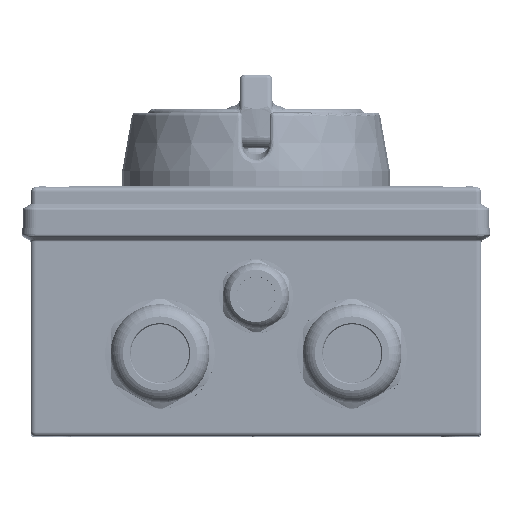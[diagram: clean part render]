
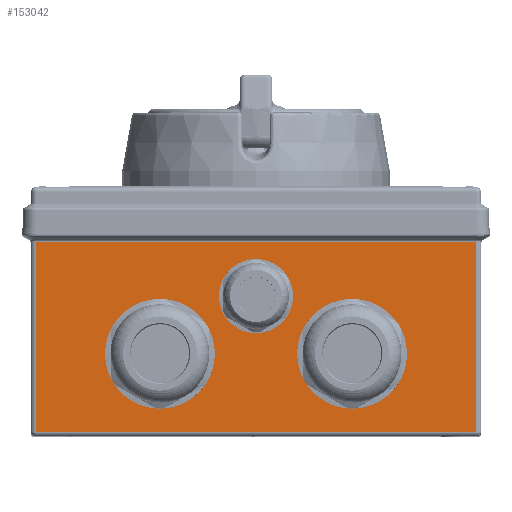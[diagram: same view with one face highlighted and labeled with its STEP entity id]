
A CAD part, top view. The second image highlights one B-rep face of the part: STEP entity #153042.
In plain terms, the highlighted face is planar.
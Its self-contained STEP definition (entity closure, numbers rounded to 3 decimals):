
#1897 = VERTEX_POINT ( 'NONE', #18426 ) ;
#1918 = VERTEX_POINT ( 'NONE', #18431 ) ;
#1940 = VERTEX_POINT ( 'NONE', #18439 ) ;
#1948 = VERTEX_POINT ( 'NONE', #18443 ) ;
#18426 = CARTESIAN_POINT ( 'NONE',  ( -82.1, -74.31, -80.3 ) ) ;
#18431 = CARTESIAN_POINT ( 'NONE',  ( -82.1, -5.083, -80.3 ) ) ;
#18439 = CARTESIAN_POINT ( 'NONE',  ( -82.1, -74.31, 80.3 ) ) ;
#18443 = CARTESIAN_POINT ( 'NONE',  ( -82.1, -5.083, 80.3 ) ) ;
#38496 = AXIS2_PLACEMENT_3D ( 'NONE', #74951, #74952, #74953 ) ;
#38498 = AXIS2_PLACEMENT_3D ( 'NONE', #74954, #74955, #74956 ) ;
#38500 = AXIS2_PLACEMENT_3D ( 'NONE', #74959, #74960, #74961 ) ;
#59871 = EDGE_CURVE ( 'NONE', #161394, #161473, #71154, .T. ) ;
#59873 = EDGE_CURVE ( 'NONE', #162318, #163140, #71149, .T. ) ;
#59875 = EDGE_CURVE ( 'NONE', #161350, #162336, #71158, .T. ) ;
#59877 = EDGE_CURVE ( 'NONE', #1918, #1897, #71161, .T. ) ;
#59879 = EDGE_CURVE ( 'NONE', #1897, #1940, #71164, .T. ) ;
#59881 = EDGE_CURVE ( 'NONE', #1940, #1948, #71171, .T. ) ;
#59883 = EDGE_CURVE ( 'NONE', #1948, #1918, #71175, .T. ) ;
#63068 = AXIS2_PLACEMENT_3D ( 'NONE', #89912, #89904, #89914 ) ;
#67985 = ORIENTED_EDGE ( 'NONE', *, *, #59871, .F. ) ;
#67989 = ORIENTED_EDGE ( 'NONE', *, *, #151067, .F. ) ;
#67994 = ORIENTED_EDGE ( 'NONE', *, *, #59873, .F. ) ;
#67998 = ORIENTED_EDGE ( 'NONE', *, *, #151084, .F. ) ;
#68002 = ORIENTED_EDGE ( 'NONE', *, *, #59875, .F. ) ;
#68007 = ORIENTED_EDGE ( 'NONE', *, *, #151097, .F. ) ;
#68011 = ORIENTED_EDGE ( 'NONE', *, *, #59877, .T. ) ;
#68015 = ORIENTED_EDGE ( 'NONE', *, *, #59879, .T. ) ;
#68020 = ORIENTED_EDGE ( 'NONE', *, *, #59881, .T. ) ;
#68024 = ORIENTED_EDGE ( 'NONE', *, *, #59883, .T. ) ;
#70457 = AXIS2_PLACEMENT_3D ( 'NONE', #163767, #163770, #163773 ) ;
#70461 = AXIS2_PLACEMENT_3D ( 'NONE', #163818, #163822, #163826 ) ;
#70465 = AXIS2_PLACEMENT_3D ( 'NONE', #163870, #163873, #163877 ) ;
#71149 = CIRCLE ( 'NONE', #38498, 10.25 ) ;
#71154 = CIRCLE ( 'NONE', #38496, 16.25 ) ;
#71158 = CIRCLE ( 'NONE', #38500, 16.25 ) ;
#71161 = LINE ( 'NONE', #74958, #71169 ) ;
#71164 = LINE ( 'NONE', #74957, #71173 ) ;
#71169 = VECTOR ( 'NONE', #74963, 1000. ) ;
#71171 = LINE ( 'NONE', #74965, #71179 ) ;
#71173 = VECTOR ( 'NONE', #74964, 1000. ) ;
#71175 = LINE ( 'NONE', #74967, #71183 ) ;
#71179 = VECTOR ( 'NONE', #74966, 1000. ) ;
#71183 = VECTOR ( 'NONE', #74968, 1000. ) ;
#74951 = CARTESIAN_POINT ( 'NONE',  ( -82.1, -45.81, 35. ) ) ;
#74952 = DIRECTION ( 'NONE',  ( -1., 0., 0. ) ) ;
#74953 = DIRECTION ( 'NONE',  ( 0., 0., 1. ) ) ;
#74954 = CARTESIAN_POINT ( 'NONE',  ( -82.1, -24.81, 0. ) ) ;
#74955 = DIRECTION ( 'NONE',  ( -1., 0., 0. ) ) ;
#74956 = DIRECTION ( 'NONE',  ( 0., 0., 1. ) ) ;
#74957 = CARTESIAN_POINT ( 'NONE',  ( -82.1, -74.31, 80.3 ) ) ;
#74958 = CARTESIAN_POINT ( 'NONE',  ( -82.1, -75.81, -80.3 ) ) ;
#74959 = CARTESIAN_POINT ( 'NONE',  ( -82.1, -45.81, -35. ) ) ;
#74960 = DIRECTION ( 'NONE',  ( -1., 0., 0. ) ) ;
#74961 = DIRECTION ( 'NONE',  ( 0., 0., 1. ) ) ;
#74963 = DIRECTION ( 'NONE',  ( 0., -1., 0. ) ) ;
#74964 = DIRECTION ( 'NONE',  ( 0., 0., 1. ) ) ;
#74965 = CARTESIAN_POINT ( 'NONE',  ( -82.1, -75.81, 80.3 ) ) ;
#74966 = DIRECTION ( 'NONE',  ( 0., 1., 0. ) ) ;
#74967 = CARTESIAN_POINT ( 'NONE',  ( -82.1, -5.083, -82.1 ) ) ;
#74968 = DIRECTION ( 'NONE',  ( 0., 0., -1. ) ) ;
#89904 = DIRECTION ( 'NONE',  ( -1., 0., 0. ) ) ;
#89912 = CARTESIAN_POINT ( 'NONE',  ( -82.1, -75.81, -82.1 ) ) ;
#89913 = PLANE ( 'NONE',  #63068 ) ;
#89914 = DIRECTION ( 'NONE',  ( 0., 0., 1. ) ) ;
#90122 = CARTESIAN_POINT ( 'NONE',  ( -82.1, -45.81, -18.75 ) ) ;
#90166 = CARTESIAN_POINT ( 'NONE',  ( -82.1, -45.81, 51.25 ) ) ;
#90245 = CARTESIAN_POINT ( 'NONE',  ( -82.1, -45.81, 18.75 ) ) ;
#90314 = CARTESIAN_POINT ( 'NONE',  ( -82.1, -24.81, 10.25 ) ) ;
#90321 = CARTESIAN_POINT ( 'NONE',  ( -82.1, -45.81, -51.25 ) ) ;
#90610 = CARTESIAN_POINT ( 'NONE',  ( -82.1, -24.81, -10.25 ) ) ;
#151067 = EDGE_CURVE ( 'NONE', #161473, #161394, #154925, .T. ) ;
#151084 = EDGE_CURVE ( 'NONE', #163140, #162318, #154923, .T. ) ;
#151097 = EDGE_CURVE ( 'NONE', #162336, #161350, #154930, .T. ) ;
#153042 = ADVANCED_FACE ( 'NONE', ( #180599, #180623, #180617, #180620 ), #89913, .T. ) ;
#154923 = CIRCLE ( 'NONE', #70461, 10.25 ) ;
#154925 = CIRCLE ( 'NONE', #70457, 16.25 ) ;
#154930 = CIRCLE ( 'NONE', #70465, 16.25 ) ;
#161350 = VERTEX_POINT ( 'NONE', #90122 ) ;
#161394 = VERTEX_POINT ( 'NONE', #90166 ) ;
#161473 = VERTEX_POINT ( 'NONE', #90245 ) ;
#162318 = VERTEX_POINT ( 'NONE', #90314 ) ;
#162336 = VERTEX_POINT ( 'NONE', #90321 ) ;
#163140 = VERTEX_POINT ( 'NONE', #90610 ) ;
#163767 = CARTESIAN_POINT ( 'NONE',  ( -82.1, -45.81, 35. ) ) ;
#163770 = DIRECTION ( 'NONE',  ( -1., 0., 0. ) ) ;
#163773 = DIRECTION ( 'NONE',  ( 0., 0., 1. ) ) ;
#163818 = CARTESIAN_POINT ( 'NONE',  ( -82.1, -24.81, 0. ) ) ;
#163822 = DIRECTION ( 'NONE',  ( -1., 0., 0. ) ) ;
#163826 = DIRECTION ( 'NONE',  ( 0., 0., 1. ) ) ;
#163870 = CARTESIAN_POINT ( 'NONE',  ( -82.1, -45.81, -35. ) ) ;
#163873 = DIRECTION ( 'NONE',  ( -1., 0., 0. ) ) ;
#163877 = DIRECTION ( 'NONE',  ( 0., 0., 1. ) ) ;
#165155 = EDGE_LOOP ( 'NONE', ( #67985, #67989 ) ) ;
#165163 = EDGE_LOOP ( 'NONE', ( #68002, #68007 ) ) ;
#165165 = EDGE_LOOP ( 'NONE', ( #68011, #68015, #68020, #68024 ) ) ;
#165231 = EDGE_LOOP ( 'NONE', ( #67994, #67998 ) ) ;
#180599 = FACE_BOUND ( 'NONE', #165155, .T. ) ;
#180617 = FACE_BOUND ( 'NONE', #165163, .T. ) ;
#180620 = FACE_OUTER_BOUND ( 'NONE', #165165, .T. ) ;
#180623 = FACE_BOUND ( 'NONE', #165231, .T. ) ;
